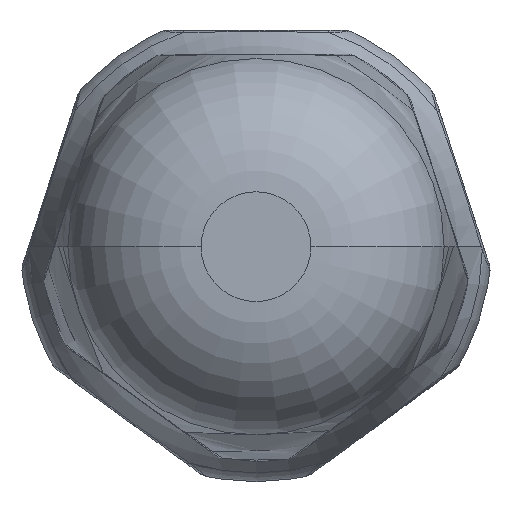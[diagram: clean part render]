
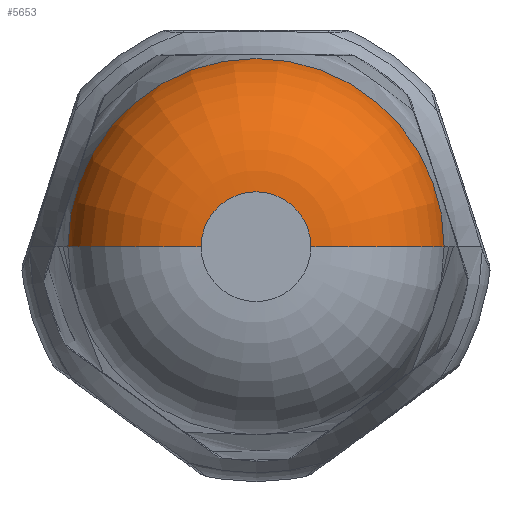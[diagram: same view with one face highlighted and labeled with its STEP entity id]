
A CAD part, front view. The second image highlights one B-rep face of the part: STEP entity #5653.
In plain terms, the highlighted toroidal (fillet/blend) face has major radius 4.086 mm and minor radius 10 mm.
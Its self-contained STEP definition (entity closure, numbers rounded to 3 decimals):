
#224 = EDGE_CURVE ( 'Defeature ausgef�hrt1_36+Defeature ausgef�hrt1_20+Defeature ausgef�hrt1_20+Defeature ausgef�hrt1_20', #646, #446, #9667, .T. ) ;
#446 = VERTEX_POINT ( 'NONE', #11233 ) ;
#646 = VERTEX_POINT ( 'NONE', #2053 ) ;
#660 = VERTEX_POINT ( 'NONE', #6343 ) ;
#745 = CIRCLE ( 'NONE', #13178, 4.086 ) ;
#765 = ORIENTED_EDGE ( 'NONE', *, *, #224, .T. ) ;
#1085 = DIRECTION ( 'NONE',  ( -1., 0., 0. ) ) ;
#1257 = DIRECTION ( 'NONE',  ( -1., 0., 0. ) ) ;
#1410 = DIRECTION ( 'NONE',  ( 0., 0., 1. ) ) ;
#1538 = AXIS2_PLACEMENT_3D ( 'NONE', #9404, #9021, #11549 ) ;
#1821 = DIRECTION ( 'NONE',  ( -1., 0., 0. ) ) ;
#2053 = CARTESIAN_POINT ( 'NONE',  ( 14., -174.307, 0. ) ) ;
#2481 = FACE_OUTER_BOUND ( 'NONE', #4100, .T. ) ;
#2583 = CARTESIAN_POINT ( 'NONE',  ( -4.086, -173., 0. ) ) ;
#2987 = DIRECTION ( 'NONE',  ( 0., 0., -1. ) ) ;
#3165 = AXIS2_PLACEMENT_3D ( 'NONE', #3296, #10772, #1085 ) ;
#3296 = CARTESIAN_POINT ( 'NONE',  ( 0., -173., 0. ) ) ;
#3499 = DIRECTION ( 'NONE',  ( 0., -1., 0. ) ) ;
#3556 = CARTESIAN_POINT ( 'NONE',  ( -4.086, -183., 0. ) ) ;
#4100 = EDGE_LOOP ( 'NONE', ( #13322, #765, #12126, #12922 ) ) ;
#5653 = ADVANCED_FACE ( 'Defeature ausgef�hrt1_36', ( #2481 ), #6704, .T. ) ;
#6343 = CARTESIAN_POINT ( 'NONE',  ( 4.086, -183., 0. ) ) ;
#6704 = TOROIDAL_SURFACE ( 'NONE', #3165, 4.086, 10. ) ;
#8174 = EDGE_CURVE ( 'NONE', #446, #8178, #11006, .T. ) ;
#8178 = VERTEX_POINT ( 'NONE', #3556 ) ;
#8272 = CARTESIAN_POINT ( 'NONE',  ( 4.086, -173., 0. ) ) ;
#8479 = CIRCLE ( 'NONE', #12800, 10. ) ;
#9021 = DIRECTION ( 'NONE',  ( 0., -1., 0. ) ) ;
#9129 = AXIS2_PLACEMENT_3D ( 'NONE', #2583, #1410, #12108 ) ;
#9404 = CARTESIAN_POINT ( 'NONE',  ( 0., -174.307, 0. ) ) ;
#9667 = CIRCLE ( 'NONE', #1538, 14. ) ;
#9971 = CARTESIAN_POINT ( 'NONE',  ( 0., -183., 0. ) ) ;
#10772 = DIRECTION ( 'NONE',  ( 0., -1., 0. ) ) ;
#11006 = CIRCLE ( 'NONE', #9129, 10. ) ;
#11233 = CARTESIAN_POINT ( 'NONE',  ( -14., -174.307, 0. ) ) ;
#11549 = DIRECTION ( 'NONE',  ( -1., 0., 0. ) ) ;
#11872 = EDGE_CURVE ( 'NONE', #646, #660, #8479, .T. ) ;
#12108 = DIRECTION ( 'NONE',  ( 1., 0., 0. ) ) ;
#12126 = ORIENTED_EDGE ( 'NONE', *, *, #8174, .T. ) ;
#12800 = AXIS2_PLACEMENT_3D ( 'NONE', #8272, #2987, #1821 ) ;
#12922 = ORIENTED_EDGE ( 'NONE', *, *, #13461, .F. ) ;
#13178 = AXIS2_PLACEMENT_3D ( 'NONE', #9971, #3499, #1257 ) ;
#13322 = ORIENTED_EDGE ( 'NONE', *, *, #11872, .F. ) ;
#13461 = EDGE_CURVE ( 'Defeature ausgef�hrt1_37+Defeature ausgef�hrt1_36+Defeature ausgef�hrt1_36+Defeature ausgef�hrt1_36', #660, #8178, #745, .T. ) ;
